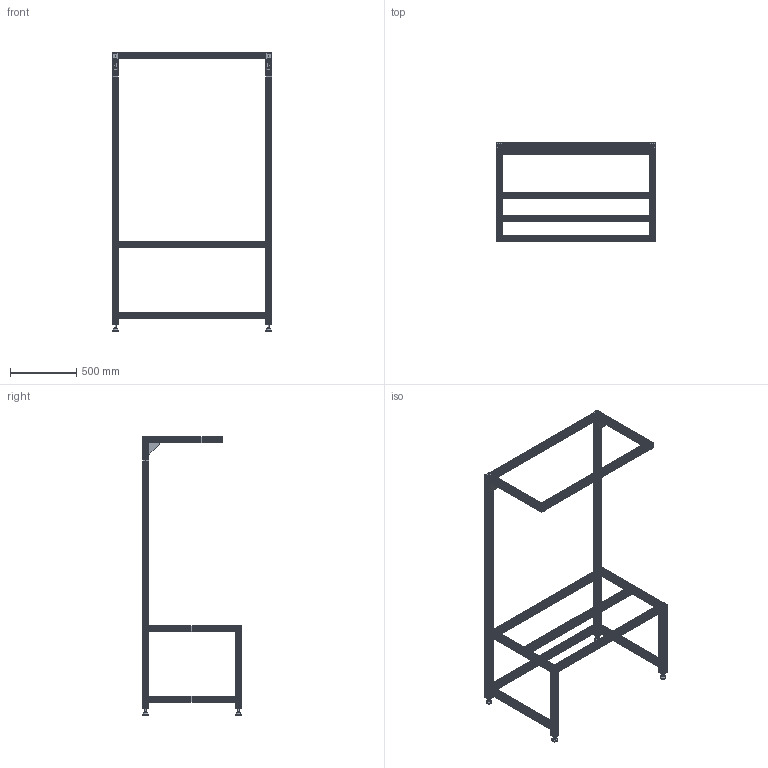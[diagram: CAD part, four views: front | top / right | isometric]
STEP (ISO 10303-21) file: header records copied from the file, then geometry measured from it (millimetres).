
FILE_DESCRIPTION(/* description */ ('1200x700x2100mm'),/* implementation_level */ '2;1');
FILE_NAME(/* name */ '320112-2S.step',/* time_stamp */ '2021-09-06T10:45:05+02:00',/* author */ ('Tobi'),/* organization */ (''),/* preprocessor_version */ 'ST-DEVELOPER v18.1',/* originating_system */ 'Autodesk Inventor 2021',/* authorisation */ '');
FILE_SCHEMA (('AUTOMOTIVE_DESIGN { 1 0 10303 214 3 1 1 }'));
Length unit declared in the file: millimetre
Products named in the file (17): 701906-040-01.006-00; 20-1033-0FZ.001; 20-1033-0FZ.001_1; leer; 21-2902-0FZ.000; leer_1; leer_2; leer_3; 20-1033-0FZ.001_2; leer_4; 21-1397-12FZ.000; leer_5; 21-1351-2FZ.005; leer_6; 22-1004-1FZ.001; 20-1033-0FZ.001_3; 20-1033-0FZ.001_4
Assembly tree (43 placements, depth 3):
  701906-040-01.006-00
    20-1033-0FZ.001  x2
    20-1033-0FZ.001_1  x2
    leer  x4
      21-2902-0FZ.000
      leer_1
      leer_2
      leer_3
    20-1033-0FZ.001_2  x2
    leer_4  x2
      21-1397-12FZ.000
      leer_5
      21-1351-2FZ.005
      leer_6
    22-1004-1FZ.001  x4
    20-1033-0FZ.001_3  x4
    20-1033-0FZ.001_4  x6
Bounding box: 1200 x 745 x 2103 mm (x, y, z)
Volume: 12002056.6 mm3; surface area: 8545500.5 mm2
Topology: 62 solids, 62 shells, 2936 faces, 8286 edges, 5506 vertices
Faces by surface type: plane 1580, cylinder 1234, cone 64, torus 34, bspline 16, sphere 8
Full cylindrical faces by diameter (mm): 5 x4, 5.5 x4, 8 x16, 8.376 x4, 8.4 x8, 10 x4, 12 x4, 13 x8, 15 x8, 16 x8, 37 x8, 45 x4
Entity records: 30474 total; most frequent: CARTESIAN_POINT 5437, DIRECTION 5059, ORIENTED_EDGE 4984, EDGE_CURVE 2492, AXIS2_PLACEMENT_3D 1709, VERTEX_POINT 1659, LINE 1641, VECTOR 1641
